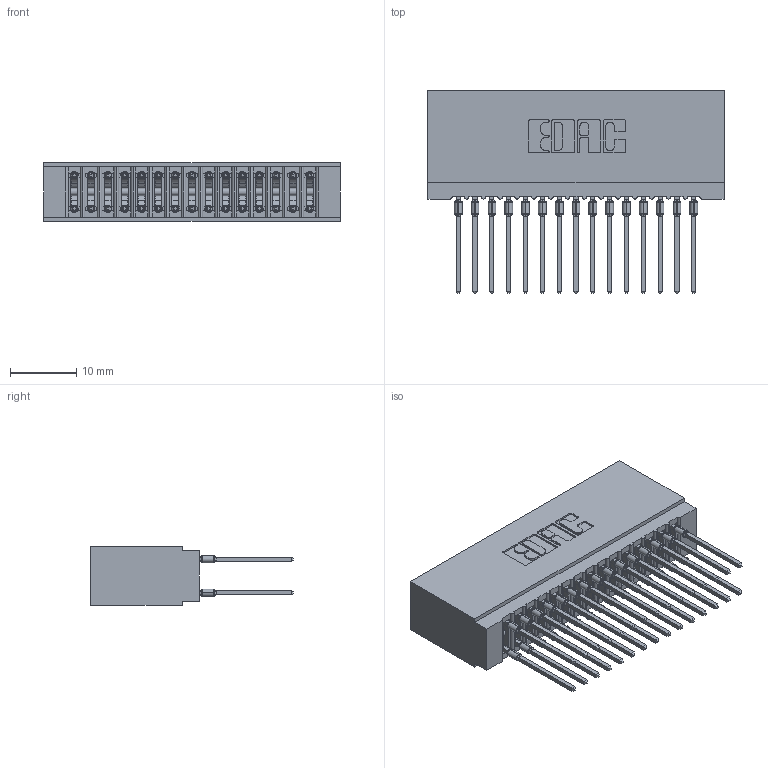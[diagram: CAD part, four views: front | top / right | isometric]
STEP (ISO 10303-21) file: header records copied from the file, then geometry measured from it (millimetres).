
FILE_DESCRIPTION (( 'STEP AP203' ), '1' );
FILE_NAME ('745-030-540-201.STEP', '2026-02-26T16:55:14', ( '' ), ( '' ), 'SwSTEP 2.0', 'SolidWorks 2023', '' );
FILE_SCHEMA (( 'CONFIG_CONTROL_DESIGN' ));
Length unit declared in the file: millimetre
Products named in the file (3): 745-030-540-201; 745 Part_Insulator Option - 01; 745-292-001_540
Assembly tree (31 placements, depth 2):
  745-030-540-201
    745 Part_Insulator Option - 01
    745-292-001_540  x30
Bounding box: 44.7 x 30.62 x 8.89 mm (x, y, z)
Volume: 4278.2 mm3; surface area: 8417.9 mm2
Topology: 31 solids, 31 shells, 2780 faces, 7473 edges, 4702 vertices
Faces by surface type: plane 1435, bspline 600, cylinder 565, torus 180
Entity records: 28939 total; most frequent: CARTESIAN_POINT 5531, ORIENTED_EDGE 4912, DIRECTION 4314, EDGE_CURVE 2456, LINE 2184, VECTOR 2184, VERTEX_POINT 1570, AXIS2_PLACEMENT_3D 1065
